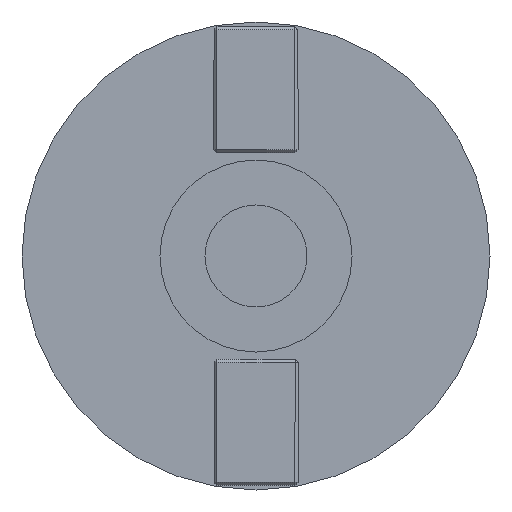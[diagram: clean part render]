
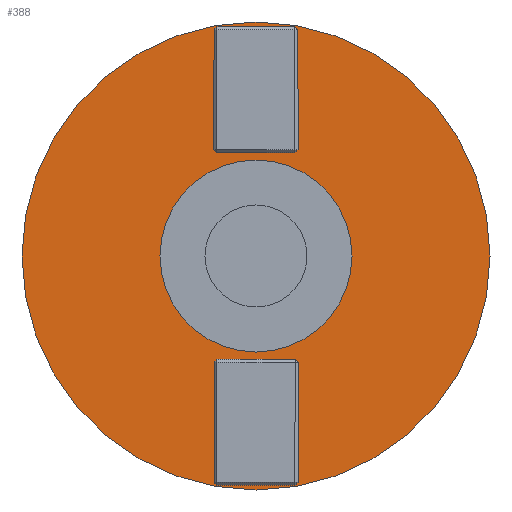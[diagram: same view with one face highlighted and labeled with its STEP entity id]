
A CAD part, left-side view. The second image highlights one B-rep face of the part: STEP entity #388.
In plain terms, the highlighted planar face has unit normal (-1, 0, 0).
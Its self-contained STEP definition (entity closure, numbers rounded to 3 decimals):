
#80=LINE('',#1605,#176);
#81=LINE('',#1608,#177);
#82=LINE('',#1610,#178);
#83=LINE('',#1612,#179);
#84=LINE('',#1614,#180);
#85=LINE('',#1616,#181);
#86=LINE('',#1618,#182);
#87=LINE('',#1620,#183);
#88=LINE('',#1621,#184);
#89=LINE('',#1624,#185);
#90=LINE('',#1626,#186);
#91=LINE('',#1628,#187);
#92=LINE('',#1630,#188);
#93=LINE('',#1632,#189);
#94=LINE('',#1634,#190);
#95=LINE('',#1636,#191);
#176=VECTOR('',#1310,1.);
#177=VECTOR('',#1311,1.);
#178=VECTOR('',#1312,1.);
#179=VECTOR('',#1313,1.);
#180=VECTOR('',#1314,1.);
#181=VECTOR('',#1315,1.);
#182=VECTOR('',#1316,1.);
#183=VECTOR('',#1317,1.);
#184=VECTOR('',#1318,1.);
#185=VECTOR('',#1319,1.);
#186=VECTOR('',#1320,1.);
#187=VECTOR('',#1321,1.);
#188=VECTOR('',#1322,1.);
#189=VECTOR('',#1323,1.);
#190=VECTOR('',#1324,1.);
#191=VECTOR('',#1325,1.);
#274=PLANE('',#1194);
#388=ADVANCED_FACE('',(#484,#485,#486,#487),#274,.F.);
#484=FACE_BOUND('',#530,.T.);
#485=FACE_BOUND('',#531,.T.);
#486=FACE_BOUND('',#532,.T.);
#487=FACE_BOUND('',#533,.T.);
#530=EDGE_LOOP('',(#632,#633,#634,#635,#636,#637,#638,#639));
#531=EDGE_LOOP('',(#640,#641,#642,#643,#644,#645,#646,#647));
#532=EDGE_LOOP('',(#648));
#533=EDGE_LOOP('',(#649));
#632=ORIENTED_EDGE('',*,*,#1015,.T.);
#633=ORIENTED_EDGE('',*,*,#1016,.T.);
#634=ORIENTED_EDGE('',*,*,#1017,.T.);
#635=ORIENTED_EDGE('',*,*,#1018,.T.);
#636=ORIENTED_EDGE('',*,*,#1019,.T.);
#637=ORIENTED_EDGE('',*,*,#1020,.T.);
#638=ORIENTED_EDGE('',*,*,#1021,.T.);
#639=ORIENTED_EDGE('',*,*,#1022,.T.);
#640=ORIENTED_EDGE('',*,*,#1023,.T.);
#641=ORIENTED_EDGE('',*,*,#1024,.T.);
#642=ORIENTED_EDGE('',*,*,#1025,.T.);
#643=ORIENTED_EDGE('',*,*,#1026,.T.);
#644=ORIENTED_EDGE('',*,*,#1027,.T.);
#645=ORIENTED_EDGE('',*,*,#1028,.T.);
#646=ORIENTED_EDGE('',*,*,#1029,.T.);
#647=ORIENTED_EDGE('',*,*,#1030,.T.);
#648=ORIENTED_EDGE('',*,*,#1014,.F.);
#649=ORIENTED_EDGE('',*,*,#1009,.T.);
#913=VERTEX_POINT('',#1589);
#918=VERTEX_POINT('',#1603);
#919=VERTEX_POINT('',#1606);
#920=VERTEX_POINT('',#1607);
#921=VERTEX_POINT('',#1609);
#922=VERTEX_POINT('',#1611);
#923=VERTEX_POINT('',#1613);
#924=VERTEX_POINT('',#1615);
#925=VERTEX_POINT('',#1617);
#926=VERTEX_POINT('',#1619);
#927=VERTEX_POINT('',#1622);
#928=VERTEX_POINT('',#1623);
#929=VERTEX_POINT('',#1625);
#930=VERTEX_POINT('',#1627);
#931=VERTEX_POINT('',#1629);
#932=VERTEX_POINT('',#1631);
#933=VERTEX_POINT('',#1633);
#934=VERTEX_POINT('',#1635);
#1009=EDGE_CURVE('',#913,#913,#1154,.T.);
#1014=EDGE_CURVE('',#918,#918,#1159,.T.);
#1015=EDGE_CURVE('',#919,#920,#80,.T.);
#1016=EDGE_CURVE('',#920,#921,#81,.T.);
#1017=EDGE_CURVE('',#921,#922,#82,.T.);
#1018=EDGE_CURVE('',#922,#923,#83,.T.);
#1019=EDGE_CURVE('',#923,#924,#84,.T.);
#1020=EDGE_CURVE('',#924,#925,#85,.T.);
#1021=EDGE_CURVE('',#925,#926,#86,.T.);
#1022=EDGE_CURVE('',#926,#919,#87,.T.);
#1023=EDGE_CURVE('',#927,#928,#88,.T.);
#1024=EDGE_CURVE('',#928,#929,#89,.T.);
#1025=EDGE_CURVE('',#929,#930,#90,.T.);
#1026=EDGE_CURVE('',#930,#931,#91,.T.);
#1027=EDGE_CURVE('',#931,#932,#92,.T.);
#1028=EDGE_CURVE('',#932,#933,#93,.T.);
#1029=EDGE_CURVE('',#933,#934,#94,.T.);
#1030=EDGE_CURVE('',#934,#927,#95,.T.);
#1154=CIRCLE('',#1183,39.);
#1159=CIRCLE('',#1192,16.);
#1183=AXIS2_PLACEMENT_3D('',#1588,#1288,#1289);
#1192=AXIS2_PLACEMENT_3D('',#1602,#1306,#1307);
#1194=AXIS2_PLACEMENT_3D('',#1637,#1326,#1327);
#1288=DIRECTION('',(-1.,0.,0.));
#1289=DIRECTION('',(0.,0.,-1.));
#1306=DIRECTION('',(-1.,0.,0.));
#1307=DIRECTION('',(0.,0.,-1.));
#1310=DIRECTION('',(0.,0.,-1.));
#1311=DIRECTION('',(0.,0.707,-0.707));
#1312=DIRECTION('',(0.,1.,0.));
#1313=DIRECTION('',(0.,0.707,0.707));
#1314=DIRECTION('',(0.,0.,1.));
#1315=DIRECTION('',(0.,-0.707,0.707));
#1316=DIRECTION('',(0.,-1.,0.));
#1317=DIRECTION('',(0.,-0.707,-0.707));
#1318=DIRECTION('',(0.,0.,1.));
#1319=DIRECTION('',(0.,-0.707,0.707));
#1320=DIRECTION('',(0.,-1.,0.));
#1321=DIRECTION('',(0.,-0.707,-0.707));
#1322=DIRECTION('',(0.,0.,-1.));
#1323=DIRECTION('',(0.,0.707,-0.707));
#1324=DIRECTION('',(0.,1.,0.));
#1325=DIRECTION('',(0.,0.707,0.707));
#1326=DIRECTION('',(1.,0.,0.));
#1327=DIRECTION('',(0.,0.,-1.));
#1588=CARTESIAN_POINT('',(24.,0.,0.));
#1589=CARTESIAN_POINT('',(24.,0.,-39.));
#1602=CARTESIAN_POINT('',(24.,0.,0.));
#1603=CARTESIAN_POINT('',(24.,0.,-16.));
#1605=CARTESIAN_POINT('',(24.,-7.,0.));
#1606=CARTESIAN_POINT('',(24.,-7.,-17.7));
#1607=CARTESIAN_POINT('',(24.,-7.,-37.7));
#1608=CARTESIAN_POINT('',(24.,-13.632,-31.068));
#1609=CARTESIAN_POINT('',(24.,-6.5,-38.2));
#1610=CARTESIAN_POINT('',(24.,17.435,-38.2));
#1611=CARTESIAN_POINT('',(24.,6.5,-38.2));
#1612=CARTESIAN_POINT('',(24.,31.068,-13.632));
#1613=CARTESIAN_POINT('',(24.,7.,-37.7));
#1614=CARTESIAN_POINT('',(24.,7.,0.));
#1615=CARTESIAN_POINT('',(24.,7.,-17.7));
#1616=CARTESIAN_POINT('',(24.,3.368,-14.068));
#1617=CARTESIAN_POINT('',(24.,6.5,-17.2));
#1618=CARTESIAN_POINT('',(24.,17.435,-17.2));
#1619=CARTESIAN_POINT('',(24.,-6.5,-17.2));
#1620=CARTESIAN_POINT('',(24.,14.068,3.368));
#1621=CARTESIAN_POINT('',(24.,7.,0.));
#1622=CARTESIAN_POINT('',(24.,7.,17.7));
#1623=CARTESIAN_POINT('',(24.,7.,37.7));
#1624=CARTESIAN_POINT('',(24.,31.068,13.632));
#1625=CARTESIAN_POINT('',(24.,6.5,38.2));
#1626=CARTESIAN_POINT('',(24.,17.435,38.2));
#1627=CARTESIAN_POINT('',(24.,-6.5,38.2));
#1628=CARTESIAN_POINT('',(24.,-13.632,31.068));
#1629=CARTESIAN_POINT('',(24.,-7.,37.7));
#1630=CARTESIAN_POINT('',(24.,-7.,0.));
#1631=CARTESIAN_POINT('',(24.,-7.,17.7));
#1632=CARTESIAN_POINT('',(24.,14.068,-3.368));
#1633=CARTESIAN_POINT('',(24.,-6.5,17.2));
#1634=CARTESIAN_POINT('',(24.,17.435,17.2));
#1635=CARTESIAN_POINT('',(24.,6.5,17.2));
#1636=CARTESIAN_POINT('',(24.,3.368,14.068));
#1637=CARTESIAN_POINT('',(24.,17.435,0.));
